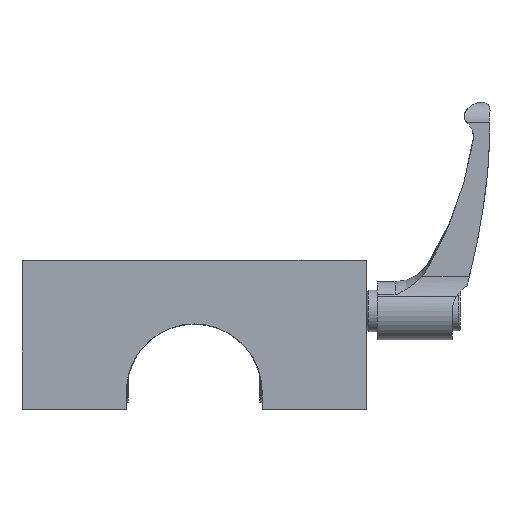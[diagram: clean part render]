
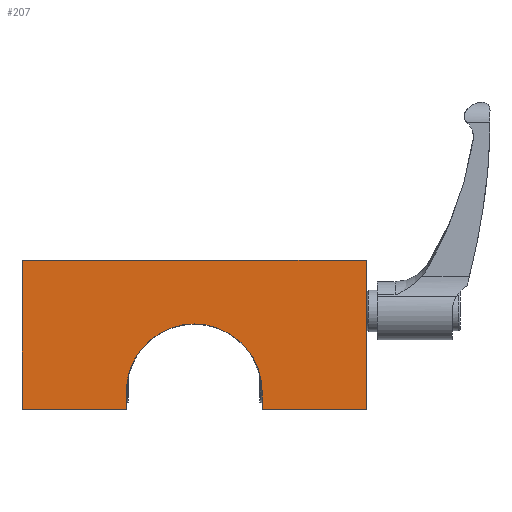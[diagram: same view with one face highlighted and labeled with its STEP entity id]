
A CAD part, top view. The second image highlights one B-rep face of the part: STEP entity #207.
In plain terms, the highlighted face is planar.
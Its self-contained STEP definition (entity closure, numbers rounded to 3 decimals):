
#207 = ADVANCED_FACE( '', ( #440 ), #441, .F. );
#440 = FACE_OUTER_BOUND( '', #726, .T. );
#441 = PLANE( '', #727 );
#726 = EDGE_LOOP( '', ( #1158, #1159, #1160, #1161, #1162, #1163, #1164, #1165 ) );
#727 = AXIS2_PLACEMENT_3D( '', #1166, #1167, #1168 );
#1158 = ORIENTED_EDGE( '', *, *, #1625, .F. );
#1159 = ORIENTED_EDGE( '', *, *, #1597, .F. );
#1160 = ORIENTED_EDGE( '', *, *, #1628, .F. );
#1161 = ORIENTED_EDGE( '', *, *, #1482, .F. );
#1162 = ORIENTED_EDGE( '', *, *, #1534, .F. );
#1163 = ORIENTED_EDGE( '', *, *, #1629, .T. );
#1164 = ORIENTED_EDGE( '', *, *, #1630, .F. );
#1165 = ORIENTED_EDGE( '', *, *, #1631, .F. );
#1166 = CARTESIAN_POINT( '', ( -38., 8., 0. ) );
#1167 = DIRECTION( '', ( 1., 0., 0. ) );
#1168 = DIRECTION( '', ( 0., 0., -1. ) );
#1482 = EDGE_CURVE( '', #1713, #1714, #1715, .T. );
#1534 = EDGE_CURVE( '', #1802, #1713, #1804, .T. );
#1597 = EDGE_CURVE( '', #1905, #1906, #1907, .T. );
#1625 = EDGE_CURVE( '', #1906, #1950, #1951, .T. );
#1628 = EDGE_CURVE( '', #1714, #1905, #1954, .T. );
#1629 = EDGE_CURVE( '', #1802, #1955, #1956, .T. );
#1630 = EDGE_CURVE( '', #1957, #1955, #1958, .T. );
#1631 = EDGE_CURVE( '', #1950, #1957, #1959, .T. );
#1713 = VERTEX_POINT( '', #2050 );
#1714 = VERTEX_POINT( '', #2051 );
#1715 = LINE( '', #2052, #2053 );
#1802 = VERTEX_POINT( '', #2196 );
#1804 = LINE( '', #2199, #2200 );
#1905 = VERTEX_POINT( '', #2489 );
#1906 = VERTEX_POINT( '', #2490 );
#1907 = LINE( '', #2491, #2492 );
#1950 = VERTEX_POINT( '', #2596 );
#1951 = LINE( '', #2597, #2598 );
#1954 = LINE( '', #2602, #2603 );
#1955 = VERTEX_POINT( '', #2604 );
#1956 = CIRCLE( '', #2605, 31. );
#1957 = VERTEX_POINT( '', #2606 );
#1958 = LINE( '', #2607, #2608 );
#1959 = LINE( '', #2609, #2610 );
#2050 = CARTESIAN_POINT( '', ( -38., 0., -31. ) );
#2051 = CARTESIAN_POINT( '', ( -38., 0., -78.5 ) );
#2052 = CARTESIAN_POINT( '', ( -38., 0., -31. ) );
#2053 = VECTOR( '', #2867, 1000. );
#2196 = CARTESIAN_POINT( '', ( -38., 8., -31. ) );
#2199 = CARTESIAN_POINT( '', ( -38., 8., -31. ) );
#2200 = VECTOR( '', #2944, 1000. );
#2489 = CARTESIAN_POINT( '', ( -38., 68., -78.5 ) );
#2490 = CARTESIAN_POINT( '', ( -38., 68., 78.5 ) );
#2491 = CARTESIAN_POINT( '', ( -38., 68., -78.5 ) );
#2492 = VECTOR( '', #3004, 1000. );
#2596 = CARTESIAN_POINT( '', ( -38., 0., 78.5 ) );
#2597 = CARTESIAN_POINT( '', ( -38., 68., 78.5 ) );
#2598 = VECTOR( '', #3038, 1000. );
#2602 = CARTESIAN_POINT( '', ( -38., 0., -78.5 ) );
#2603 = VECTOR( '', #3040, 1000. );
#2604 = CARTESIAN_POINT( '', ( -38., 8., 31. ) );
#2605 = AXIS2_PLACEMENT_3D( '', #3041, #3042, #3043 );
#2606 = CARTESIAN_POINT( '', ( -38., 0., 31. ) );
#2607 = CARTESIAN_POINT( '', ( -38., 0., 31. ) );
#2608 = VECTOR( '', #3044, 1000. );
#2609 = CARTESIAN_POINT( '', ( -38., 0., 78.5 ) );
#2610 = VECTOR( '', #3045, 1000. );
#2867 = DIRECTION( '', ( 0., 0., -1. ) );
#2944 = DIRECTION( '', ( 0., -1., 0. ) );
#3004 = DIRECTION( '', ( 0., 0., 1. ) );
#3038 = DIRECTION( '', ( 0., -1., 0. ) );
#3040 = DIRECTION( '', ( 0., 1., 0. ) );
#3041 = CARTESIAN_POINT( '', ( -38., 8., 0. ) );
#3042 = DIRECTION( '', ( 1., 0., 0. ) );
#3043 = DIRECTION( '', ( 0., 0., -1. ) );
#3044 = DIRECTION( '', ( 0., 1., 0. ) );
#3045 = DIRECTION( '', ( 0., 0., -1. ) );
